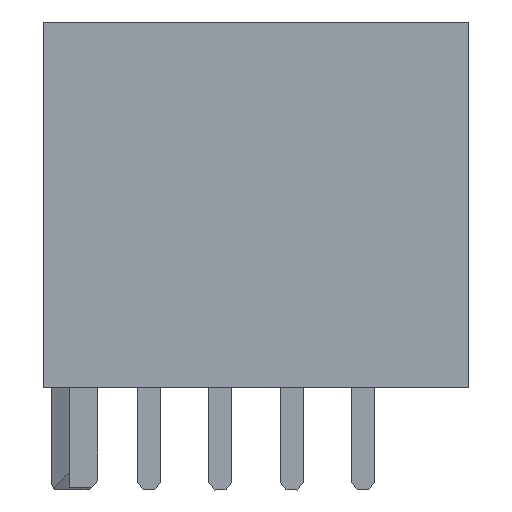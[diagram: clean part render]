
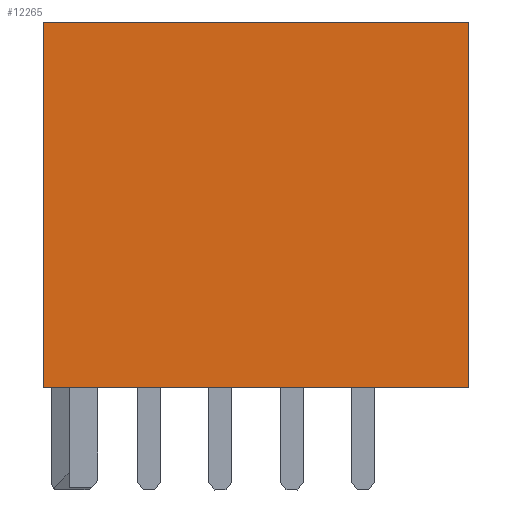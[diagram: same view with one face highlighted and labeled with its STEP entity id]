
A CAD part, left-side view. The second image highlights one B-rep face of the part: STEP entity #12265.
In plain terms, the highlighted face is planar.
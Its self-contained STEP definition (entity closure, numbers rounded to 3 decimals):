
#1248=ORIENTED_EDGE('',*,*,#4689,.F.);
#1249=ORIENTED_EDGE('',*,*,#4413,.F.);
#1250=ORIENTED_EDGE('',*,*,#4690,.F.);
#1251=ORIENTED_EDGE('',*,*,#4691,.F.);
#4413=EDGE_CURVE('',#6157,#6158,#7384,.T.);
#4689=EDGE_CURVE('',#6158,#6346,#7660,.T.);
#4690=EDGE_CURVE('',#6347,#6157,#7661,.T.);
#4691=EDGE_CURVE('',#6346,#6347,#7662,.T.);
#6157=VERTEX_POINT('',#17875);
#6158=VERTEX_POINT('',#17877);
#6346=VERTEX_POINT('',#18378);
#6347=VERTEX_POINT('',#18380);
#7384=LINE('',#17876,#9135);
#7660=LINE('',#18377,#9411);
#7661=LINE('',#18379,#9412);
#7662=LINE('',#18381,#9413);
#9135=VECTOR('',#14272,1000.);
#9411=VECTOR('',#14622,1000.);
#9412=VECTOR('',#14623,1000.);
#9413=VECTOR('',#14624,1000.);
#10404=EDGE_LOOP('',(#1248,#1249,#1250,#1251));
#11052=FACE_BOUND('',#10404,.T.);
#11680=PLANE('',#12929);
#12265=ADVANCED_FACE('',(#11052),#11680,.F.);
#12929=AXIS2_PLACEMENT_3D('',#18376,#14620,#14621);
#14272=DIRECTION('',(1.,0.,0.));
#14620=DIRECTION('',(0.,1.,0.));
#14621=DIRECTION('',(0.,0.,1.));
#14622=DIRECTION('',(0.,0.,-1.));
#14623=DIRECTION('',(0.,0.,1.));
#14624=DIRECTION('',(-1.,0.,0.));
#17875=CARTESIAN_POINT('',(-7.45,0.,6.4));
#17876=CARTESIAN_POINT('',(-7.45,0.,6.4));
#17877=CARTESIAN_POINT('',(7.45,0.,6.4));
#18376=CARTESIAN_POINT('',(0.,0.,0.));
#18377=CARTESIAN_POINT('',(7.45,0.,6.4));
#18378=CARTESIAN_POINT('',(7.45,0.,-6.4));
#18379=CARTESIAN_POINT('',(-7.45,0.,-6.4));
#18380=CARTESIAN_POINT('',(-7.45,0.,-6.4));
#18381=CARTESIAN_POINT('',(7.45,0.,-6.4));
